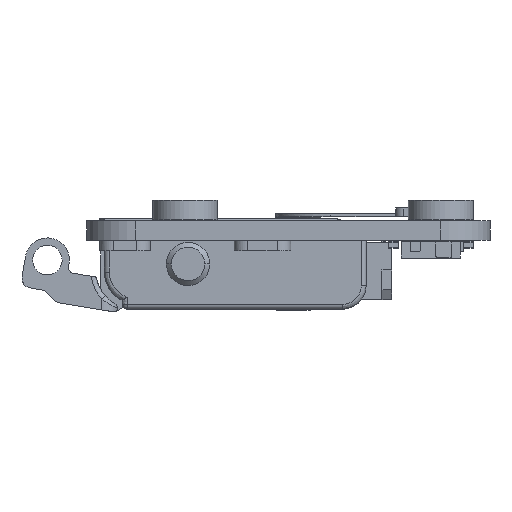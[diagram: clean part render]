
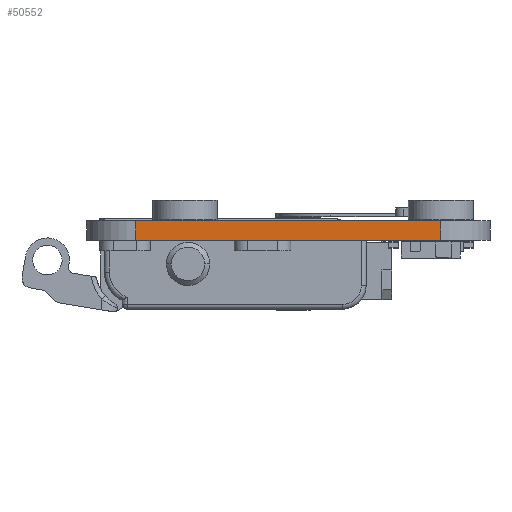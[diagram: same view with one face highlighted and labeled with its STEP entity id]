
A CAD part, front view. The second image highlights one B-rep face of the part: STEP entity #50552.
In plain terms, the highlighted planar face has unit normal (0, -1, 0).
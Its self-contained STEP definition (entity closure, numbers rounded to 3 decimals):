
#48619 = PLANE('',#48620);
#48620 = AXIS2_PLACEMENT_3D('',#48621,#48622,#48623);
#48621 = CARTESIAN_POINT('',(9.063,-10.115,1.));
#48622 = DIRECTION('',(0.,0.,1.));
#48623 = DIRECTION('',(1.,0.,0.));
#48673 = PLANE('',#48674);
#48674 = AXIS2_PLACEMENT_3D('',#48675,#48676,#48677);
#48675 = CARTESIAN_POINT('',(9.063,-10.115,0.));
#48676 = DIRECTION('',(0.,0.,1.));
#48677 = DIRECTION('',(1.,0.,0.));
#49041 = VERTEX_POINT('',#49042);
#49042 = CARTESIAN_POINT('',(0.,-24.5,0.));
#49057 = CYLINDRICAL_SURFACE('',#49058,2.5);
#49058 = AXIS2_PLACEMENT_3D('',#49059,#49060,#49061);
#49059 = CARTESIAN_POINT('',(0.,-22.,0.));
#49060 = DIRECTION('',(0.,0.,-1.));
#49061 = DIRECTION('',(1.,0.,0.));
#49069 = EDGE_CURVE('',#49041,#49070,#49072,.T.);
#49070 = VERTEX_POINT('',#49071);
#49071 = CARTESIAN_POINT('',(15.5,-24.5,0.));
#49072 = SURFACE_CURVE('',#49073,(#49077,#49084),.PCURVE_S1.);
#49073 = LINE('',#49074,#49075);
#49074 = CARTESIAN_POINT('',(0.,-24.5,0.));
#49075 = VECTOR('',#49076,1.);
#49076 = DIRECTION('',(1.,0.,0.));
#49077 = PCURVE('',#48673,#49078);
#49078 = DEFINITIONAL_REPRESENTATION('',(#49079),#49083);
#49079 = LINE('',#49080,#49081);
#49080 = CARTESIAN_POINT('',(-9.063,-14.385));
#49081 = VECTOR('',#49082,1.);
#49082 = DIRECTION('',(1.,0.));
#49083 = ( GEOMETRIC_REPRESENTATION_CONTEXT(2) 
PARAMETRIC_REPRESENTATION_CONTEXT() REPRESENTATION_CONTEXT('2D SPACE',''
  ) );
#49084 = PCURVE('',#49085,#49090);
#49085 = PLANE('',#49086);
#49086 = AXIS2_PLACEMENT_3D('',#49087,#49088,#49089);
#49087 = CARTESIAN_POINT('',(0.,-24.5,0.));
#49088 = DIRECTION('',(0.,1.,0.));
#49089 = DIRECTION('',(1.,0.,0.));
#49090 = DEFINITIONAL_REPRESENTATION('',(#49091),#49095);
#49091 = LINE('',#49092,#49093);
#49092 = CARTESIAN_POINT('',(0.,0.));
#49093 = VECTOR('',#49094,1.);
#49094 = DIRECTION('',(1.,0.));
#49095 = ( GEOMETRIC_REPRESENTATION_CONTEXT(2) 
PARAMETRIC_REPRESENTATION_CONTEXT() REPRESENTATION_CONTEXT('2D SPACE',''
  ) );
#49114 = CYLINDRICAL_SURFACE('',#49115,2.5);
#49115 = AXIS2_PLACEMENT_3D('',#49116,#49117,#49118);
#49116 = CARTESIAN_POINT('',(15.5,-22.,0.));
#49117 = DIRECTION('',(0.,0.,-1.));
#49118 = DIRECTION('',(1.,0.,0.));
#49706 = VERTEX_POINT('',#49707);
#49707 = CARTESIAN_POINT('',(0.,-24.5,1.));
#49729 = EDGE_CURVE('',#49706,#49730,#49732,.T.);
#49730 = VERTEX_POINT('',#49731);
#49731 = CARTESIAN_POINT('',(15.5,-24.5,1.));
#49732 = SURFACE_CURVE('',#49733,(#49737,#49744),.PCURVE_S1.);
#49733 = LINE('',#49734,#49735);
#49734 = CARTESIAN_POINT('',(0.,-24.5,1.));
#49735 = VECTOR('',#49736,1.);
#49736 = DIRECTION('',(1.,0.,0.));
#49737 = PCURVE('',#48619,#49738);
#49738 = DEFINITIONAL_REPRESENTATION('',(#49739),#49743);
#49739 = LINE('',#49740,#49741);
#49740 = CARTESIAN_POINT('',(-9.063,-14.385));
#49741 = VECTOR('',#49742,1.);
#49742 = DIRECTION('',(1.,0.));
#49743 = ( GEOMETRIC_REPRESENTATION_CONTEXT(2) 
PARAMETRIC_REPRESENTATION_CONTEXT() REPRESENTATION_CONTEXT('2D SPACE',''
  ) );
#49744 = PCURVE('',#49085,#49745);
#49745 = DEFINITIONAL_REPRESENTATION('',(#49746),#49750);
#49746 = LINE('',#49747,#49748);
#49747 = CARTESIAN_POINT('',(0.,-1.));
#49748 = VECTOR('',#49749,1.);
#49749 = DIRECTION('',(1.,0.));
#49750 = ( GEOMETRIC_REPRESENTATION_CONTEXT(2) 
PARAMETRIC_REPRESENTATION_CONTEXT() REPRESENTATION_CONTEXT('2D SPACE',''
  ) );
#50502 = EDGE_CURVE('',#49070,#49730,#50503,.T.);
#50503 = SURFACE_CURVE('',#50504,(#50508,#50515),.PCURVE_S1.);
#50504 = LINE('',#50505,#50506);
#50505 = CARTESIAN_POINT('',(15.5,-24.5,0.));
#50506 = VECTOR('',#50507,1.);
#50507 = DIRECTION('',(0.,0.,1.));
#50508 = PCURVE('',#49114,#50509);
#50509 = DEFINITIONAL_REPRESENTATION('',(#50510),#50514);
#50510 = LINE('',#50511,#50512);
#50511 = CARTESIAN_POINT('',(-4.712,0.));
#50512 = VECTOR('',#50513,1.);
#50513 = DIRECTION('',(0.,-1.));
#50514 = ( GEOMETRIC_REPRESENTATION_CONTEXT(2) 
PARAMETRIC_REPRESENTATION_CONTEXT() REPRESENTATION_CONTEXT('2D SPACE',''
  ) );
#50515 = PCURVE('',#49085,#50516);
#50516 = DEFINITIONAL_REPRESENTATION('',(#50517),#50521);
#50517 = LINE('',#50518,#50519);
#50518 = CARTESIAN_POINT('',(15.5,0.));
#50519 = VECTOR('',#50520,1.);
#50520 = DIRECTION('',(0.,-1.));
#50521 = ( GEOMETRIC_REPRESENTATION_CONTEXT(2) 
PARAMETRIC_REPRESENTATION_CONTEXT() REPRESENTATION_CONTEXT('2D SPACE',''
  ) );
#50531 = EDGE_CURVE('',#49041,#49706,#50532,.T.);
#50532 = SURFACE_CURVE('',#50533,(#50537,#50544),.PCURVE_S1.);
#50533 = LINE('',#50534,#50535);
#50534 = CARTESIAN_POINT('',(0.,-24.5,0.));
#50535 = VECTOR('',#50536,1.);
#50536 = DIRECTION('',(0.,0.,1.));
#50537 = PCURVE('',#49057,#50538);
#50538 = DEFINITIONAL_REPRESENTATION('',(#50539),#50543);
#50539 = LINE('',#50540,#50541);
#50540 = CARTESIAN_POINT('',(-4.712,0.));
#50541 = VECTOR('',#50542,1.);
#50542 = DIRECTION('',(0.,-1.));
#50543 = ( GEOMETRIC_REPRESENTATION_CONTEXT(2) 
PARAMETRIC_REPRESENTATION_CONTEXT() REPRESENTATION_CONTEXT('2D SPACE',''
  ) );
#50544 = PCURVE('',#49085,#50545);
#50545 = DEFINITIONAL_REPRESENTATION('',(#50546),#50550);
#50546 = LINE('',#50547,#50548);
#50547 = CARTESIAN_POINT('',(0.,0.));
#50548 = VECTOR('',#50549,1.);
#50549 = DIRECTION('',(0.,-1.));
#50550 = ( GEOMETRIC_REPRESENTATION_CONTEXT(2) 
PARAMETRIC_REPRESENTATION_CONTEXT() REPRESENTATION_CONTEXT('2D SPACE',''
  ) );
#50552 = ADVANCED_FACE('',(#50553),#49085,.F.);
#50553 = FACE_BOUND('',#50554,.F.);
#50554 = EDGE_LOOP('',(#50555,#50556,#50557,#50558));
#50555 = ORIENTED_EDGE('',*,*,#50531,.T.);
#50556 = ORIENTED_EDGE('',*,*,#49729,.T.);
#50557 = ORIENTED_EDGE('',*,*,#50502,.F.);
#50558 = ORIENTED_EDGE('',*,*,#49069,.F.);
